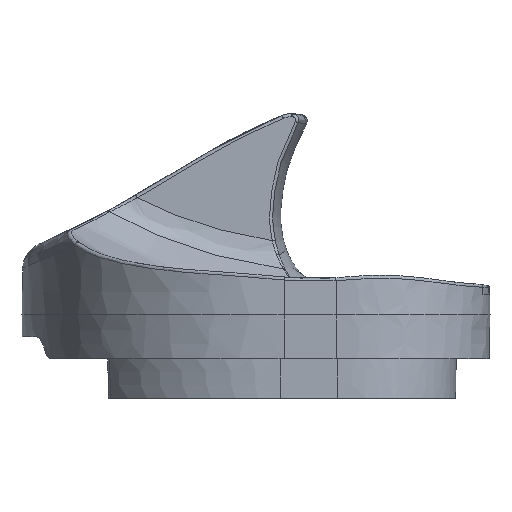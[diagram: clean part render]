
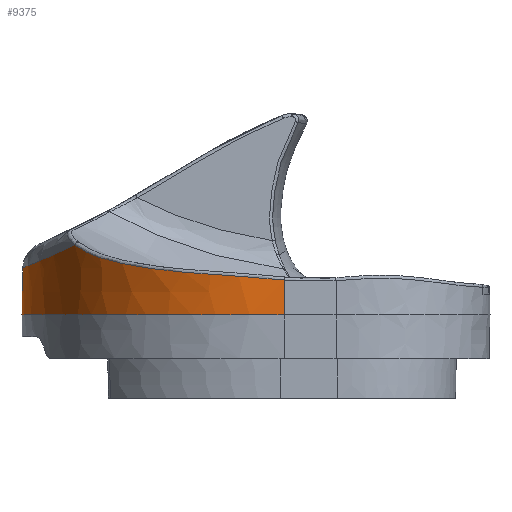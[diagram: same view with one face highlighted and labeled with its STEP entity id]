
A CAD part, left-side view. The second image highlights one B-rep face of the part: STEP entity #9375.
In plain terms, the highlighted free-form (B-spline) face has degree [3, 3] with [15, 4] control points.
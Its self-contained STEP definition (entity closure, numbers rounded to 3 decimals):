
#215=CARTESIAN_POINT('',(-33.49,-3.49,28.71));
#216=CARTESIAN_POINT('',(-33.49,-1.063,28.71));
#217=CARTESIAN_POINT('',(-33.05,2.765,28.71));
#218=CARTESIAN_POINT('',(-30.972,7.631,28.71));
#219=CARTESIAN_POINT('',(-28.625,11.158,28.71));
#220=CARTESIAN_POINT('',(-25.725,14.022,28.71));
#221=CARTESIAN_POINT('',(-22.335,16.337,28.71));
#222=CARTESIAN_POINT('',(-18.373,18.138,28.71));
#223=CARTESIAN_POINT('',(-14.054,19.649,28.71));
#224=CARTESIAN_POINT('',(-8.946,20.927,28.71));
#225=CARTESIAN_POINT('',(-4.293,21.534,28.71));
#226=CARTESIAN_POINT('',(-1.04,21.64,28.71));
#227=CARTESIAN_POINT('',(0.,21.64,28.71));
#2305=CARTESIAN_POINT('',(-21.368,16.587,35.413));
#2346=CARTESIAN_POINT('',(-33.432,-3.49,32.053));
#2347=CARTESIAN_POINT('',(-33.431,-3.279,
32.07));
#2348=CARTESIAN_POINT('',(-33.427,-2.83,
32.108));
#2349=CARTESIAN_POINT('',(-33.399,-2.055,
32.176));
#2350=CARTESIAN_POINT('',(-33.347,-1.237,
32.247));
#2351=CARTESIAN_POINT('',(-33.267,-0.395,
32.319));
#2352=CARTESIAN_POINT('',(-33.154,0.484,
32.391));
#2353=CARTESIAN_POINT('',(-33.,1.402,32.461));
#2354=CARTESIAN_POINT('',(-32.793,2.382,32.53));
#2355=CARTESIAN_POINT('',(-32.51,3.458,32.604));
#2356=CARTESIAN_POINT('',(-32.124,4.633,32.684));
#2357=CARTESIAN_POINT('',(-31.622,5.884,32.779));
#2358=CARTESIAN_POINT('',(-30.975,7.23,32.901));
#2359=CARTESIAN_POINT('',(-30.152,8.679,33.067));
#2360=CARTESIAN_POINT('',(-29.086,10.252,33.295));
#2361=CARTESIAN_POINT('',(-27.811,11.793,33.572));
#2362=CARTESIAN_POINT('',(-26.502,13.101,33.875));
#2363=CARTESIAN_POINT('',(-25.096,14.296,34.226));
#2364=CARTESIAN_POINT('',(-23.278,15.561,34.74));
#2365=CARTESIAN_POINT('',(-22.019,16.259,35.17));
#2366=CARTESIAN_POINT('',(-21.368,16.587,35.413));
#2368=DIRECTION('',(0.017,0.,1.));
#2369=VECTOR('',#2368,3.343);
#2370=CARTESIAN_POINT('',(-33.49,-3.49,28.71));
#2371=LINE('',#2370,#2369);
#2372=DIRECTION('',(0.,0.017,-1.));
#2373=VECTOR('',#2372,4.505);
#2374=CARTESIAN_POINT('',(0.,21.561,
33.214));
#2375=LINE('',#2374,#2373);
#2686=CARTESIAN_POINT('',(0.,21.561,
33.214));
#2687=CARTESIAN_POINT('',(-1.084,21.561,33.214));
#2688=CARTESIAN_POINT('',(-3.151,21.488,33.244));
#2689=CARTESIAN_POINT('',(-5.955,21.22,33.357));
#2690=CARTESIAN_POINT('',(-8.423,20.847,33.514));
#2691=CARTESIAN_POINT('',(-10.639,20.399,33.704));
#2692=CARTESIAN_POINT('',(-12.693,19.886,33.925));
#2693=CARTESIAN_POINT('',(-14.688,19.296,34.182));
#2694=CARTESIAN_POINT('',(-16.716,18.603,34.49));
#2695=CARTESIAN_POINT('',(-18.96,17.729,34.89));
#2696=CARTESIAN_POINT('',(-20.55,17.009,35.219));
#2697=CARTESIAN_POINT('',(-21.368,16.587,35.413));
#4114=CARTESIAN_POINT('',(-33.49,-3.49,28.71));
#4115=VERTEX_POINT('',#4114);
#4145=VERTEX_POINT('',#2305);
#4147=VERTEX_POINT('',#2346);
#4281=CARTESIAN_POINT('',(0.,21.561,
33.214));
#4282=CARTESIAN_POINT('',(0.,21.64,28.71));
#4283=VERTEX_POINT('',#4281);
#4284=VERTEX_POINT('',#4282);
#9305=CARTESIAN_POINT('',(-33.489,-3.96,
28.569));
#9306=CARTESIAN_POINT('',(-33.448,-3.959,
30.897));
#9307=CARTESIAN_POINT('',(-33.408,-3.959,
33.226));
#9308=CARTESIAN_POINT('',(-33.367,-3.958,
35.554));
#9309=CARTESIAN_POINT('',(-33.491,-3.803,
28.569));
#9310=CARTESIAN_POINT('',(-33.451,-3.803,
30.897));
#9311=CARTESIAN_POINT('',(-33.41,-3.803,
33.226));
#9312=CARTESIAN_POINT('',(-33.369,-3.802,
35.554));
#9313=CARTESIAN_POINT('',(-33.511,-1.222,
28.569));
#9314=CARTESIAN_POINT('',(-33.47,-1.225,
30.897));
#9315=CARTESIAN_POINT('',(-33.429,-1.228,
33.226));
#9316=CARTESIAN_POINT('',(-33.389,-1.231,
35.554));
#9317=CARTESIAN_POINT('',(-33.052,2.766,28.569));
#9318=CARTESIAN_POINT('',(-33.012,2.756,30.897));
#9319=CARTESIAN_POINT('',(-32.972,2.746,33.226));
#9320=CARTESIAN_POINT('',(-32.932,2.736,35.554));
#9321=CARTESIAN_POINT('',(-30.974,7.633,28.569));
#9322=CARTESIAN_POINT('',(-30.938,7.613,30.897));
#9323=CARTESIAN_POINT('',(-30.902,7.593,33.226));
#9324=CARTESIAN_POINT('',(-30.866,7.574,35.554));
#9325=CARTESIAN_POINT('',(-28.627,11.159,28.569));
#9326=CARTESIAN_POINT('',(-28.595,11.134,30.897));
#9327=CARTESIAN_POINT('',(-28.564,11.108,33.226));
#9328=CARTESIAN_POINT('',(-28.532,11.082,35.554));
#9329=CARTESIAN_POINT('',(-25.727,14.024,28.569));
#9330=CARTESIAN_POINT('',(-25.701,13.993,30.897));
#9331=CARTESIAN_POINT('',(-25.675,13.961,33.226));
#9332=CARTESIAN_POINT('',(-25.648,13.93,35.554));
#9333=CARTESIAN_POINT('',(-22.336,16.339,28.569));
#9334=CARTESIAN_POINT('',(-22.317,16.303,30.897));
#9335=CARTESIAN_POINT('',(-22.297,16.267,33.226));
#9336=CARTESIAN_POINT('',(-22.278,16.231,35.554));
#9337=CARTESIAN_POINT('',(-18.374,18.14,28.569));
#9338=CARTESIAN_POINT('',(-18.359,18.102,30.897));
#9339=CARTESIAN_POINT('',(-18.344,18.064,33.226));
#9340=CARTESIAN_POINT('',(-18.33,18.026,35.554));
#9341=CARTESIAN_POINT('',(-14.054,19.652,28.569));
#9342=CARTESIAN_POINT('',(-14.042,19.613,30.897));
#9343=CARTESIAN_POINT('',(-14.031,19.574,33.226));
#9344=CARTESIAN_POINT('',(-14.019,19.535,35.554));
#9345=CARTESIAN_POINT('',(-8.946,20.929,28.569));
#9346=CARTESIAN_POINT('',(-8.939,20.889,30.897));
#9347=CARTESIAN_POINT('',(-8.931,20.849,33.226));
#9348=CARTESIAN_POINT('',(-8.924,20.809,35.554));
#9349=CARTESIAN_POINT('',(-4.293,21.537,28.569));
#9350=CARTESIAN_POINT('',(-4.29,21.496,30.897));
#9351=CARTESIAN_POINT('',(-4.286,21.456,33.226));
#9352=CARTESIAN_POINT('',(-4.283,21.415,35.554));
#9353=CARTESIAN_POINT('',(-0.884,21.648,
28.569));
#9354=CARTESIAN_POINT('',(-0.883,21.607,
30.897));
#9355=CARTESIAN_POINT('',(-0.882,21.566,
33.226));
#9356=CARTESIAN_POINT('',(-0.881,21.526,
35.554));
#9357=CARTESIAN_POINT('',(0.313,21.642,28.569));
#9358=CARTESIAN_POINT('',(0.313,21.601,30.897));
#9359=CARTESIAN_POINT('',(0.312,21.56,33.226));
#9360=CARTESIAN_POINT('',(0.312,21.52,35.554));
#9361=CARTESIAN_POINT('',(0.469,21.64,28.569));
#9362=CARTESIAN_POINT('',(0.469,21.6,30.897));
#9363=CARTESIAN_POINT('',(0.468,21.559,33.226));
#9364=CARTESIAN_POINT('',(0.468,21.518,35.554));
#9365=B_SPLINE_SURFACE_WITH_KNOTS('',3,3,((#9305,#9306,#9307,#9308),(#9309,
#9310,#9311,#9312),(#9313,#9314,#9315,#9316),(#9317,#9318,#9319,#9320),(#9321,
#9322,#9323,#9324),(#9325,#9326,#9327,#9328),(#9329,#9330,#9331,#9332),(#9333,
#9334,#9335,#9336),(#9337,#9338,#9339,#9340),(#9341,#9342,#9343,#9344),(#9345,
#9346,#9347,#9348),(#9349,#9350,#9351,#9352),(#9353,#9354,#9355,#9356),(#9357,
#9358,#9359,#9360),(#9361,#9362,#9363,#9364)),.UNSPECIFIED.,.F.,.F.,.F.,(4,1,1,
1,1,1,1,1,1,1,1,1,4),(4,4),(-0.01,0.,0.155,
0.241,0.336,0.424,0.5,
0.597,0.701,0.792,0.933,1.,
1.01),(-0.018,0.863),.UNSPECIFIED.);
#9367=ORIENTED_EDGE('',*,*,#9366,.F.);
#9369=ORIENTED_EDGE('',*,*,#9368,.T.);
#9370=ORIENTED_EDGE('',*,*,#9299,.F.);
#9371=ORIENTED_EDGE('',*,*,#6981,.F.);
#9372=ORIENTED_EDGE('',*,*,#4610,.T.);
#9373=EDGE_LOOP('',(#9367,#9369,#9370,#9371,#9372));
#9374=FACE_OUTER_BOUND('',#9373,.F.);
#9375=ADVANCED_FACE('',(#9374),#9365,.F.);
#228=B_SPLINE_CURVE_WITH_KNOTS('',3,(#215,#216,#217,#218,#219,#220,#221,#222,
#223,#224,#225,#226,#227),.UNSPECIFIED.,.F.,.F.,(4,1,1,1,1,1,1,1,1,1,4),(0.,
0.155,0.241,0.336,0.424,
0.5,0.597,0.701,0.792,
0.933,1.),.UNSPECIFIED.);
#2367=B_SPLINE_CURVE_WITH_KNOTS('',3,(#2346,#2347,#2348,#2349,#2350,#2351,#2352,
#2353,#2354,#2355,#2356,#2357,#2358,#2359,#2360,#2361,#2362,#2363,#2364,#2365,
#2366),.UNSPECIFIED.,.F.,.F.,(4,1,1,1,1,1,1,1,1,1,1,1,1,1,1,1,1,1,4),(0.,
0.056,0.111,0.167,0.222,
0.278,0.333,0.389,0.444,0.5,
0.556,0.611,0.667,0.722,
0.778,0.833,0.889,0.944,1.),
.UNSPECIFIED.);
#2698=B_SPLINE_CURVE_WITH_KNOTS('',3,(#2686,#2687,#2688,#2689,#2690,#2691,#2692,
#2693,#2694,#2695,#2696,#2697),.UNSPECIFIED.,.F.,.F.,(4,1,1,1,1,1,1,1,1,4),
(0.,0.111,0.222,0.333,0.444,
0.556,0.667,0.778,0.889,1.),
.UNSPECIFIED.);
#4610=EDGE_CURVE('',#4115,#4284,#228,.T.);
#6981=EDGE_CURVE('',#4115,#4147,#2371,.T.);
#9299=EDGE_CURVE('',#4147,#4145,#2367,.T.);
#9366=EDGE_CURVE('',#4283,#4284,#2375,.T.);
#9368=EDGE_CURVE('',#4283,#4145,#2698,.T.);
